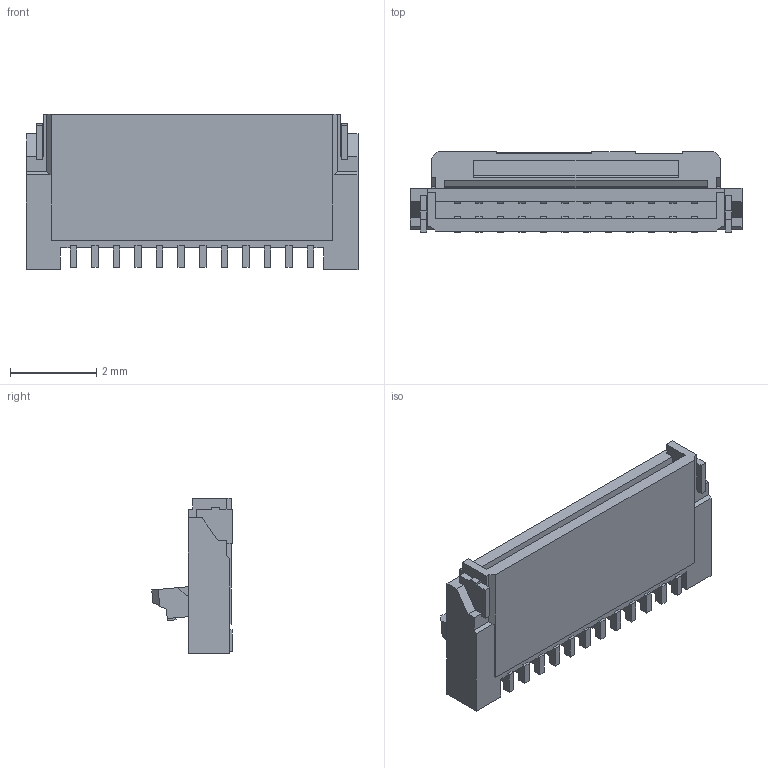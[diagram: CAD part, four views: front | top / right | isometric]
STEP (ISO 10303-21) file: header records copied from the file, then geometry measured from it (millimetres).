
FILE_DESCRIPTION(('STEP AP242'),'1');
FILE_NAME('5034801200.stp','2024-11-30T05:18:28',('TraceParts'),('TraceParts S.A.'),'Spatial InterOp 3D',' ',' ');
FILE_SCHEMA(('AP242_MANAGED_MODEL_BASED_3D_ENGINEERING_MIM_LF {1 0 10303 442 1 1 4}'));
Length unit declared in the file: millimetre
Products named in the file (1): 5034801200_1
Bounding box: 7.7 x 1.87 x 3.6 mm (x, y, z)
Volume: 18.1 mm3; surface area: 135.2 mm2
Topology: 1 solids, 1 shells, 529 faces, 1522 edges, 1088 vertices
Faces by surface type: plane 480, cylinder 49
Entity records: 17096 total; most frequent: CARTESIAN_POINT 3029, ORIENTED_EDGE 2932, DIRECTION 2686, EDGE_CURVE 1466, LINE 1420, VECTOR 1420, VERTEX_POINT 976, AXIS2_PLACEMENT_3D 633
